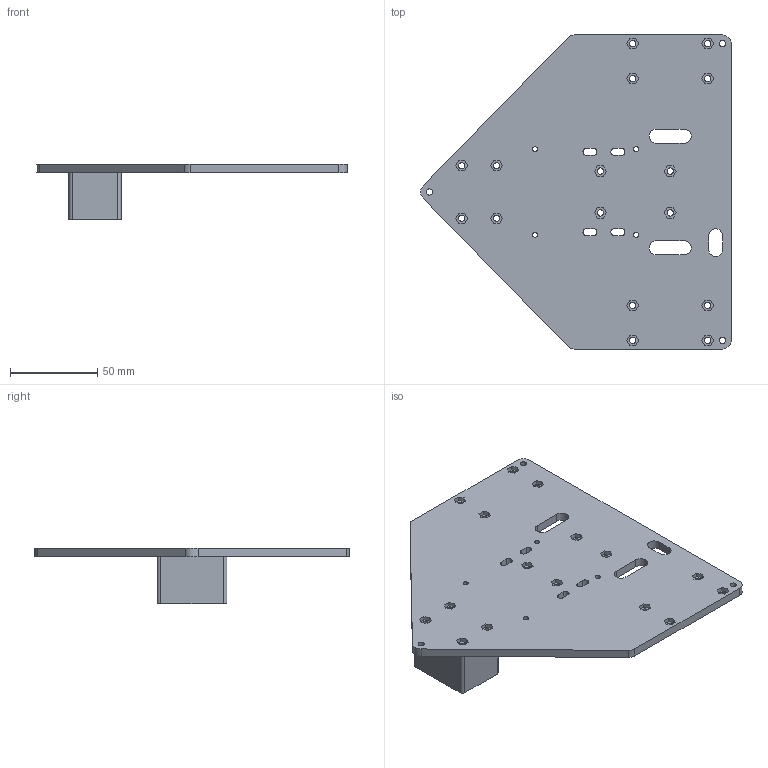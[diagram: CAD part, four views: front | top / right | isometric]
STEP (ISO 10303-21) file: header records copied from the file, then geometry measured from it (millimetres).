
FILE_DESCRIPTION(('FreeCAD Model'),'2;1');
FILE_NAME('Open CASCADE Shape Model','2025-12-27T09:42:05',('Author'),( ''),'Open CASCADE STEP processor 7.8','FreeCAD','Unknown');
FILE_SCHEMA(('AUTOMOTIVE_DESIGN { 1 0 10303 214 1 1 1 1 }'));
Length unit declared in the file: millimetre
Products named in the file (1): BaseLink
Bounding box: 177.99 x 180 x 32 mm (x, y, z)
Volume: 148530.8 mm3; surface area: 58209 mm2
Topology: 1 solids, 1 shells, 233 faces, 621 edges, 414 vertices
Faces by surface type: plane 187, cylinder 46
Full cylindrical faces by diameter (mm): 2.9 x4, 3.6 x19
Entity records: 7325 total; most frequent: CARTESIAN_POINT 1273, ORIENTED_EDGE 1242, DIRECTION 1177, EDGE_CURVE 621, LINE 525, VECTOR 525, VERTEX_POINT 414, AXIS2_PLACEMENT_3D 326
